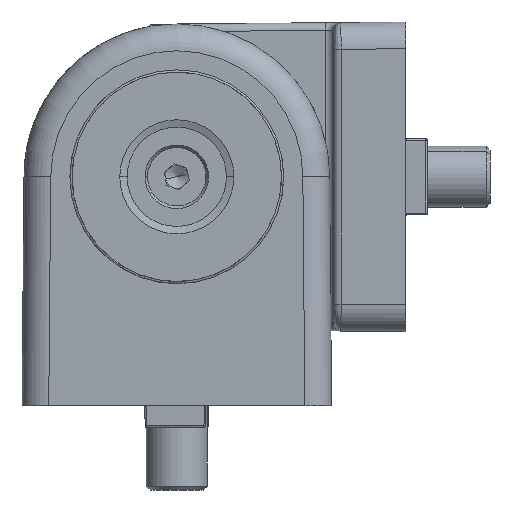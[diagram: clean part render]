
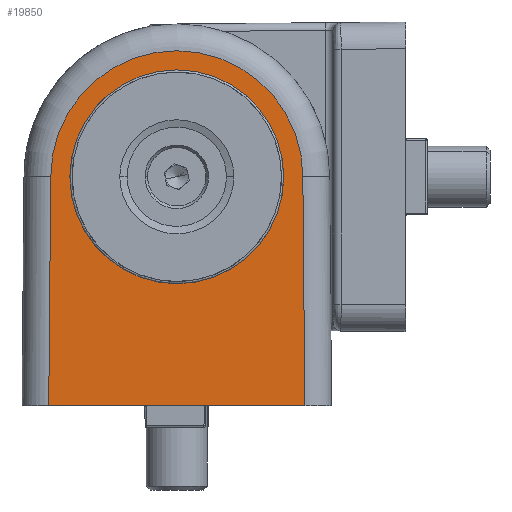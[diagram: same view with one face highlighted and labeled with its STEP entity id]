
A CAD part, left-side view. The second image highlights one B-rep face of the part: STEP entity #19850.
In plain terms, the highlighted face is planar.
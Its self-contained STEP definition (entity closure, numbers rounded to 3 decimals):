
#195 = AXIS2_PLACEMENT_3D ( 'NONE', #30686, #37116, #6496 ) ;
#807 = VERTEX_POINT ( 'NONE', #39552 ) ;
#1096 = LINE ( 'NONE', #13111, #22578 ) ;
#2674 = VERTEX_POINT ( 'NONE', #32088 ) ;
#2979 = EDGE_CURVE ( 'NONE', #32648, #807, #3863, .T. ) ;
#3218 = CARTESIAN_POINT ( 'NONE',  ( 20., 0., 0. ) ) ;
#3526 = CARTESIAN_POINT ( 'NONE',  ( 20., 0., -14. ) ) ;
#3863 = LINE ( 'NONE', #16030, #11876 ) ;
#4567 = CIRCLE ( 'NONE', #15414, 16.5 ) ;
#4799 = DIRECTION ( 'NONE',  ( 0., 0., -1. ) ) ;
#4912 = CARTESIAN_POINT ( 'NONE',  ( 20., 0., 0. ) ) ;
#5588 = AXIS2_PLACEMENT_3D ( 'NONE', #3218, #31005, #22001 ) ;
#6496 = DIRECTION ( 'NONE',  ( 0., 0., -1. ) ) ;
#7303 = DIRECTION ( 'NONE',  ( 0., 1., 0.009 ) ) ;
#7479 = VERTEX_POINT ( 'NONE', #10795 ) ;
#7761 = CARTESIAN_POINT ( 'NONE',  ( 20., -0.015, -16.5 ) ) ;
#8095 = DIRECTION ( 'NONE',  ( 1., 0., 0. ) ) ;
#9113 = VERTEX_POINT ( 'NONE', #34346 ) ;
#9842 = DIRECTION ( 'NONE',  ( 1., 0., 0. ) ) ;
#10795 = CARTESIAN_POINT ( 'NONE',  ( 20., 0., -16.5 ) ) ;
#11876 = VECTOR ( 'NONE', #27462, 1000. ) ;
#12167 = EDGE_CURVE ( 'NONE', #807, #21413, #13591, .T. ) ;
#13111 = CARTESIAN_POINT ( 'NONE',  ( 20., -0.031, -16.5 ) ) ;
#13591 = LINE ( 'NONE', #16753, #37215 ) ;
#13606 = CIRCLE ( 'NONE', #195, 14. ) ;
#15414 = AXIS2_PLACEMENT_3D ( 'NONE', #34422, #36302, #27460 ) ;
#15430 = CARTESIAN_POINT ( 'NONE',  ( 20., -0.015, 16.5 ) ) ;
#15521 = VERTEX_POINT ( 'NONE', #3526 ) ;
#15879 = ORIENTED_EDGE ( 'NONE', *, *, #32005, .F. ) ;
#16030 = CARTESIAN_POINT ( 'NONE',  ( 20., -30.031, 16.762 ) ) ;
#16716 = ORIENTED_EDGE ( 'NONE', *, *, #2979, .T. ) ;
#16753 = CARTESIAN_POINT ( 'NONE',  ( 20., -30., 20. ) ) ;
#17030 = ORIENTED_EDGE ( 'NONE', *, *, #30677, .T. ) ;
#17465 = PLANE ( 'NONE',  #25472 ) ;
#19850 = ADVANCED_FACE ( 'NONE', ( #23282, #33095 ), #17465, .T. ) ;
#20071 = DIRECTION ( 'NONE',  ( 0., 0., -1. ) ) ;
#20269 = DIRECTION ( 'NONE',  ( 0., 0., -1. ) ) ;
#20543 = EDGE_CURVE ( 'NONE', #2674, #32648, #31293, .T. ) ;
#21413 = VERTEX_POINT ( 'NONE', #33861 ) ;
#22001 = DIRECTION ( 'NONE',  ( 0., 0., -1. ) ) ;
#22129 = CIRCLE ( 'NONE', #31078, 14. ) ;
#22578 = VECTOR ( 'NONE', #7303, 1000. ) ;
#23250 = ORIENTED_EDGE ( 'NONE', *, *, #34973, .T. ) ;
#23282 = FACE_BOUND ( 'NONE', #28930, .T. ) ;
#24359 = EDGE_CURVE ( 'NONE', #7479, #2674, #4567, .T. ) ;
#25472 = AXIS2_PLACEMENT_3D ( 'NONE', #4912, #29275, #20071 ) ;
#26151 = VERTEX_POINT ( 'NONE', #7761 ) ;
#26615 = EDGE_CURVE ( 'NONE', #9113, #15521, #13606, .T. ) ;
#27460 = DIRECTION ( 'NONE',  ( 0., 0., -1. ) ) ;
#27462 = DIRECTION ( 'NONE',  ( 0., -1., 0.009 ) ) ;
#28930 = EDGE_LOOP ( 'NONE', ( #15879, #34621 ) ) ;
#29275 = DIRECTION ( 'NONE',  ( 1., 0., 0. ) ) ;
#30677 = EDGE_CURVE ( 'NONE', #21413, #26151, #1096, .T. ) ;
#30686 = CARTESIAN_POINT ( 'NONE',  ( 20., 0., 0. ) ) ;
#31005 = DIRECTION ( 'NONE',  ( 1., 0., 0. ) ) ;
#31078 = AXIS2_PLACEMENT_3D ( 'NONE', #35523, #8095, #20269 ) ;
#31293 = CIRCLE ( 'NONE', #33866, 16.5 ) ;
#32005 = EDGE_CURVE ( 'NONE', #15521, #9113, #22129, .T. ) ;
#32088 = CARTESIAN_POINT ( 'NONE',  ( 20., 0., 16.5 ) ) ;
#32648 = VERTEX_POINT ( 'NONE', #15430 ) ;
#33095 = FACE_OUTER_BOUND ( 'NONE', #36022, .T. ) ;
#33861 = CARTESIAN_POINT ( 'NONE',  ( 20., -30., -16.762 ) ) ;
#33866 = AXIS2_PLACEMENT_3D ( 'NONE', #37253, #9842, #37634 ) ;
#34346 = CARTESIAN_POINT ( 'NONE',  ( 20., 0., 14. ) ) ;
#34422 = CARTESIAN_POINT ( 'NONE',  ( 20., 0., 0. ) ) ;
#34621 = ORIENTED_EDGE ( 'NONE', *, *, #26615, .F. ) ;
#34973 = EDGE_CURVE ( 'NONE', #26151, #7479, #38162, .T. ) ;
#35523 = CARTESIAN_POINT ( 'NONE',  ( 20., 0., 0. ) ) ;
#35771 = ORIENTED_EDGE ( 'NONE', *, *, #12167, .T. ) ;
#36022 = EDGE_LOOP ( 'NONE', ( #35771, #17030, #23250, #36661, #38359, #16716 ) ) ;
#36302 = DIRECTION ( 'NONE',  ( 1., 0., 0. ) ) ;
#36661 = ORIENTED_EDGE ( 'NONE', *, *, #24359, .T. ) ;
#37116 = DIRECTION ( 'NONE',  ( 1., 0., 0. ) ) ;
#37215 = VECTOR ( 'NONE', #4799, 1000. ) ;
#37253 = CARTESIAN_POINT ( 'NONE',  ( 20., 0., 0. ) ) ;
#37634 = DIRECTION ( 'NONE',  ( 0., 0., -1. ) ) ;
#38162 = CIRCLE ( 'NONE', #5588, 16.5 ) ;
#38359 = ORIENTED_EDGE ( 'NONE', *, *, #20543, .T. ) ;
#39552 = CARTESIAN_POINT ( 'NONE',  ( 20., -30., 16.762 ) ) ;
